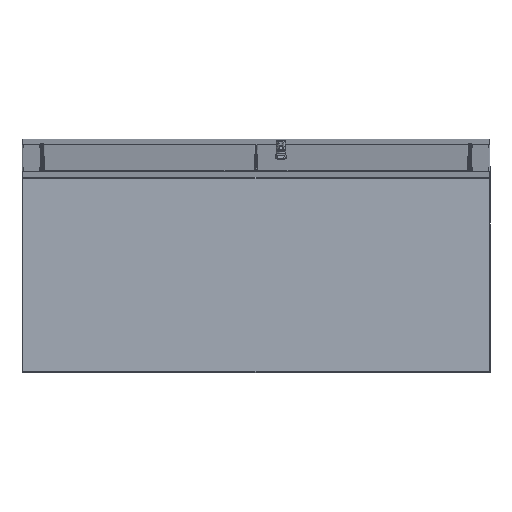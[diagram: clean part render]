
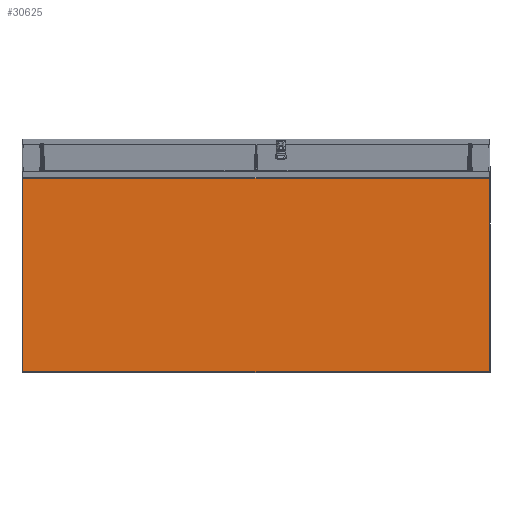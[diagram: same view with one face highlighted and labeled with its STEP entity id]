
A CAD part, front view. The second image highlights one B-rep face of the part: STEP entity #30625.
In plain terms, the highlighted planar face has unit normal (0, -1, 0).
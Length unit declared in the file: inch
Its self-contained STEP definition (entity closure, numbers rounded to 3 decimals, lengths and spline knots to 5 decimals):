
#3210 = CARTESIAN_POINT ( 'NONE',  ( 23.9885, -18.0625, -0.30192 ) ) ;
#15671 = ORIENTED_EDGE ( 'NONE', *, *, #93696, .F. ) ;
#15711 = PLANE ( 'NONE',  #70864 ) ;
#21401 = DIRECTION ( 'NONE',  ( 0., 0., 1. ) ) ;
#30537 = LINE ( 'NONE', #3210, #46996 ) ;
#30625 = ADVANCED_FACE ( 'NONE', ( #158594 ), #15711, .F. ) ;
#34378 = CARTESIAN_POINT ( 'NONE',  ( -23.9885, -18.0625, 9.64157 ) ) ;
#36852 = DIRECTION ( 'NONE',  ( -1., 0., 0. ) ) ;
#46903 = CARTESIAN_POINT ( 'NONE',  ( -23.9885, -18.0625, -0.30192 ) ) ;
#46996 = VECTOR ( 'NONE', #47564, 39.37008 ) ;
#47564 = DIRECTION ( 'NONE',  ( 0., 0., -1. ) ) ;
#51503 = VECTOR ( 'NONE', #36852, 39.37008 ) ;
#52908 = CARTESIAN_POINT ( 'NONE',  ( 23.9885, -18.0625, 9.64157 ) ) ;
#55451 = VECTOR ( 'NONE', #136788, 39.37008 ) ;
#58989 = CARTESIAN_POINT ( 'NONE',  ( -23.9885, -18.0625, -10.22616 ) ) ;
#60121 = CARTESIAN_POINT ( 'NONE',  ( 0., -18.0625, -0.30192 ) ) ;
#64258 = VERTEX_POINT ( 'NONE', #58989 ) ;
#70864 = AXIS2_PLACEMENT_3D ( 'NONE', #60121, #73368, #102720 ) ;
#73368 = DIRECTION ( 'NONE',  ( 0., 1., 0. ) ) ;
#74055 = EDGE_LOOP ( 'NONE', ( #101632, #103283, #88239, #15671 ) ) ;
#84427 = EDGE_CURVE ( 'NONE', #176904, #64258, #165499, .T. ) ;
#88239 = ORIENTED_EDGE ( 'NONE', *, *, #152817, .F. ) ;
#91788 = CARTESIAN_POINT ( 'NONE',  ( 0., -18.0625, -10.22616 ) ) ;
#93696 = EDGE_CURVE ( 'NONE', #121338, #147706, #138682, .T. ) ;
#101632 = ORIENTED_EDGE ( 'NONE', *, *, #157100, .F. ) ;
#102720 = DIRECTION ( 'NONE',  ( 0., 0., 1. ) ) ;
#103283 = ORIENTED_EDGE ( 'NONE', *, *, #84427, .F. ) ;
#110644 = VECTOR ( 'NONE', #21401, 39.37008 ) ;
#121338 = VERTEX_POINT ( 'NONE', #34378 ) ;
#136788 = DIRECTION ( 'NONE',  ( 1., 0., 0. ) ) ;
#138682 = LINE ( 'NONE', #181300, #55451 ) ;
#147706 = VERTEX_POINT ( 'NONE', #52908 ) ;
#151089 = CARTESIAN_POINT ( 'NONE',  ( 23.9885, -18.0625, -10.22616 ) ) ;
#152817 = EDGE_CURVE ( 'NONE', #147706, #176904, #30537, .T. ) ;
#157100 = EDGE_CURVE ( 'NONE', #64258, #121338, #164214, .T. ) ;
#158594 = FACE_OUTER_BOUND ( 'NONE', #74055, .T. ) ;
#164214 = LINE ( 'NONE', #46903, #110644 ) ;
#165499 = LINE ( 'NONE', #91788, #51503 ) ;
#176904 = VERTEX_POINT ( 'NONE', #151089 ) ;
#181300 = CARTESIAN_POINT ( 'NONE',  ( 0., -18.0625, 9.64157 ) ) ;
